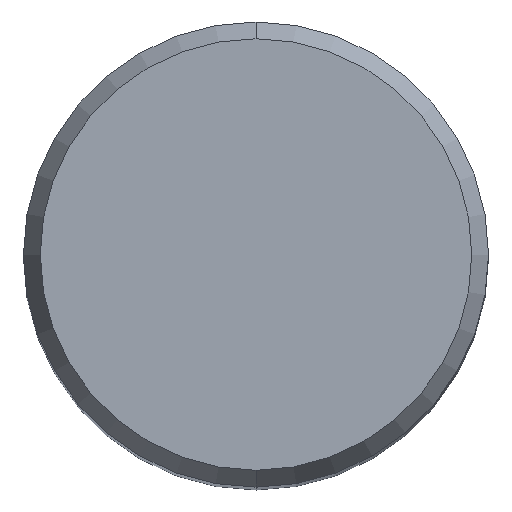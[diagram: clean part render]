
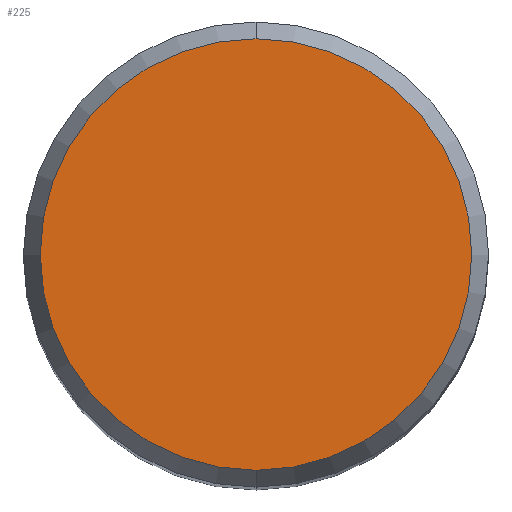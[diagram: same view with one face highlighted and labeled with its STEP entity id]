
A CAD part, top view. The second image highlights one B-rep face of the part: STEP entity #225.
In plain terms, the highlighted planar face has unit normal (0, 0, 1).
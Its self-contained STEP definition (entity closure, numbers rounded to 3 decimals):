
#115=VERTEX_POINT('',#269);
#119=EDGE_CURVE('',#115,#221,#273,.T.);
#177=EDGE_CURVE('',#221,#115,#338,.T.);
#221=VERTEX_POINT('',#388);
#225=ADVANCED_FACE('',(#392),#393,.T.);
#269=CARTESIAN_POINT('',(0.,-5.892,0.));
#273=CIRCLE('',#438,5.892);
#338=CIRCLE('',#525,5.892);
#388=CARTESIAN_POINT('',(0.0,5.892,0.));
#392=FACE_OUTER_BOUND('',#591,.T.);
#393=PLANE('',#592);
#438=AXIS2_PLACEMENT_3D('',#635,#636,#637);
#525=AXIS2_PLACEMENT_3D('',#708,#709,#710);
#591=EDGE_LOOP('',(#784,#785));
#592=AXIS2_PLACEMENT_3D('',#786,#787,#788);
#635=CARTESIAN_POINT('',(0.0,0.0,0.));
#636=DIRECTION('',(0.0,0.0,-1.0));
#637=DIRECTION('',(0.0,1.0,0.0));
#708=CARTESIAN_POINT('',(0.0,0.0,0.));
#709=DIRECTION('',(0.0,0.0,-1.0));
#710=DIRECTION('',(0.0,1.0,0.0));
#784=ORIENTED_EDGE('',*,*,#177,.F.);
#785=ORIENTED_EDGE('',*,*,#119,.F.);
#786=CARTESIAN_POINT('',(0.0,2.946,0.));
#787=DIRECTION('',(-0.0,0.0,1.0));
#788=DIRECTION('',(0.0,-1.0,0.0));
